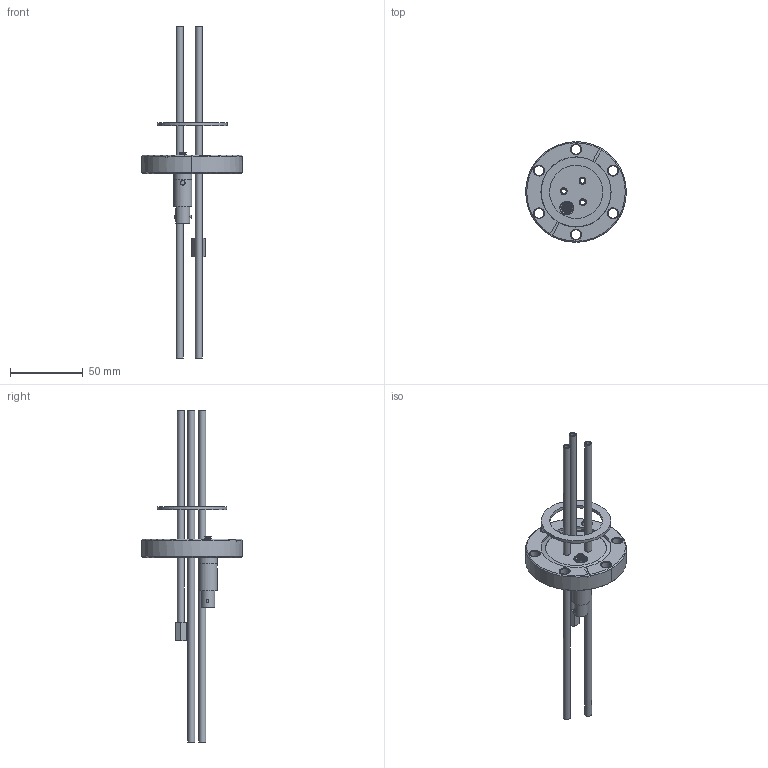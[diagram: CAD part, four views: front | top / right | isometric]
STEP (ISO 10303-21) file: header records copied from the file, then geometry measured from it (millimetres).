
FILE_DESCRIPTION(/* description */ ('CF40 Feedthrough, 1 Elec., 2 Tubes, 1 Air (750-685-G1)'),/* implementation_level */ '2;1');
FILE_NAME(/* name */ '750-685-G1 - CF40 Feedthrough, 1 Elec., 2 Tubes, 1 Air (Outline Model rev. A).stp',/* time_stamp */ '2017-10-25T16:27:48-04:00',/* author */ ('Chris Wagner'),/* organization */ ('INFICON'),/* preprocessor_version */ 'ST-DEVELOPER v16',/* originating_system */ 'SIEMENS PLM Software NX 10.0',/* authorisation */ 'Copyright© 2017 INFICON - ALL RIGHTS RESERVED');
FILE_SCHEMA (('AUTOMOTIVE_DESIGN { 1 0 10303 214 3 1 1 1 }'));
Length unit declared in the file: millimetre
Products named in the file (1): 750-685-G1_A
Bounding box: 69.34 x 69.34 x 228.6 mm (x, y, z)
Volume: 52371.3 mm3; surface area: 32866.9 mm2
Topology: 2 solids, 3 shells, 165 faces, 354 edges, 221 vertices
Faces by surface type: cone 57, plane 53, cylinder 53, torus 2
Full cylindrical faces by diameter (mm): 0.965 x1, 2.032 x3, 3.175 x2, 3.48 x2, 3.493 x1, 3.759 x1, 4.75 x4, 4.763 x3, 4.851 x4, 4.953 x1, 5.08 x1, 8.128 x1, 8.496 x1, 9.373 x1, 9.525 x3, 12.56 x1, 12.7 x2, 36.601 x1, 48.057 x1
Entity records: 5558 total; most frequent: CARTESIAN_POINT 954, DIRECTION 766, ORIENTED_EDGE 566, AXIS2_PLACEMENT_3D 331, EDGE_CURVE 283, EDGE_LOOP 268, VERTEX_POINT 206, FACE_BOUND 189
